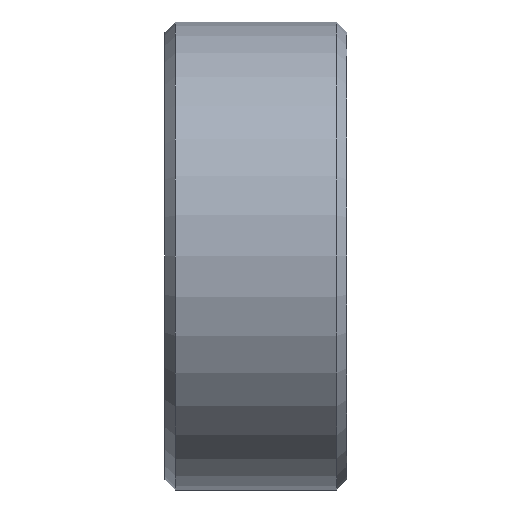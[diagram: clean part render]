
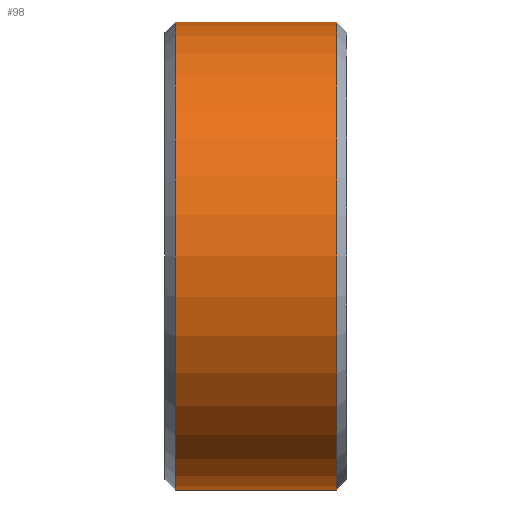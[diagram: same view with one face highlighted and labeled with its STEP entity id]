
A CAD part, left-side view. The second image highlights one B-rep face of the part: STEP entity #98.
In plain terms, the highlighted cylindrical face has radius 4.5 mm (diameter 9 mm), a partial arc.
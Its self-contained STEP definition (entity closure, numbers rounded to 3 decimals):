
#15 = DIRECTION ( 'NONE',  ( 0., -1., 0. ) ) ;
#24 = VECTOR ( 'NONE', #102, 1000. ) ;
#25 = ORIENTED_EDGE ( 'NONE', *, *, #274, .T. ) ;
#36 = EDGE_CURVE ( 'NONE', #48, #99, #124, .T. ) ;
#37 = CARTESIAN_POINT ( 'NONE',  ( 0., 3.5, -4.5 ) ) ;
#39 = AXIS2_PLACEMENT_3D ( 'NONE', #184, #70, #166 ) ;
#48 = VERTEX_POINT ( 'NONE', #155 ) ;
#61 = EDGE_CURVE ( 'NONE', #67, #48, #80, .T. ) ;
#67 = VERTEX_POINT ( 'NONE', #223 ) ;
#70 = DIRECTION ( 'NONE',  ( 0., -1., 0. ) ) ;
#74 = CYLINDRICAL_SURFACE ( 'NONE', #39, 4.5 ) ;
#76 = VERTEX_POINT ( 'NONE', #88 ) ;
#77 = AXIS2_PLACEMENT_3D ( 'NONE', #194, #94, #234 ) ;
#80 = CIRCLE ( 'NONE', #145, 4.5 ) ;
#88 = CARTESIAN_POINT ( 'NONE',  ( 0., 0.2, 4.5 ) ) ;
#94 = DIRECTION ( 'NONE',  ( 0., 1., 0. ) ) ;
#98 = ADVANCED_FACE ( 'NONE', ( #273 ), #74, .T. ) ;
#99 = VERTEX_POINT ( 'NONE', #248 ) ;
#102 = DIRECTION ( 'NONE',  ( 0., -1., 0. ) ) ;
#111 = ORIENTED_EDGE ( 'NONE', *, *, #36, .T. ) ;
#114 = LINE ( 'NONE', #209, #148 ) ;
#124 = LINE ( 'NONE', #37, #24 ) ;
#125 = DIRECTION ( 'NONE',  ( 0., 0., 1. ) ) ;
#133 = ORIENTED_EDGE ( 'NONE', *, *, #219, .F. ) ;
#145 = AXIS2_PLACEMENT_3D ( 'NONE', #201, #15, #125 ) ;
#148 = VECTOR ( 'NONE', #298, 1000. ) ;
#155 = CARTESIAN_POINT ( 'NONE',  ( 0., 3.3, -4.5 ) ) ;
#166 = DIRECTION ( 'NONE',  ( 0., 0., -1. ) ) ;
#174 = CIRCLE ( 'NONE', #77, 4.5 ) ;
#175 = EDGE_LOOP ( 'NONE', ( #133, #196, #111, #25 ) ) ;
#184 = CARTESIAN_POINT ( 'NONE',  ( 0., 3.5, 0. ) ) ;
#194 = CARTESIAN_POINT ( 'NONE',  ( 0., 0.2, 0. ) ) ;
#196 = ORIENTED_EDGE ( 'NONE', *, *, #61, .T. ) ;
#201 = CARTESIAN_POINT ( 'NONE',  ( 0., 3.3, 0. ) ) ;
#209 = CARTESIAN_POINT ( 'NONE',  ( 0., 3.5, 4.5 ) ) ;
#219 = EDGE_CURVE ( 'NONE', #67, #76, #114, .T. ) ;
#223 = CARTESIAN_POINT ( 'NONE',  ( 0., 3.3, 4.5 ) ) ;
#234 = DIRECTION ( 'NONE',  ( 0., 0., 1. ) ) ;
#248 = CARTESIAN_POINT ( 'NONE',  ( 0., 0.2, -4.5 ) ) ;
#273 = FACE_OUTER_BOUND ( 'NONE', #175, .T. ) ;
#274 = EDGE_CURVE ( 'NONE', #99, #76, #174, .T. ) ;
#298 = DIRECTION ( 'NONE',  ( 0., -1., 0. ) ) ;
